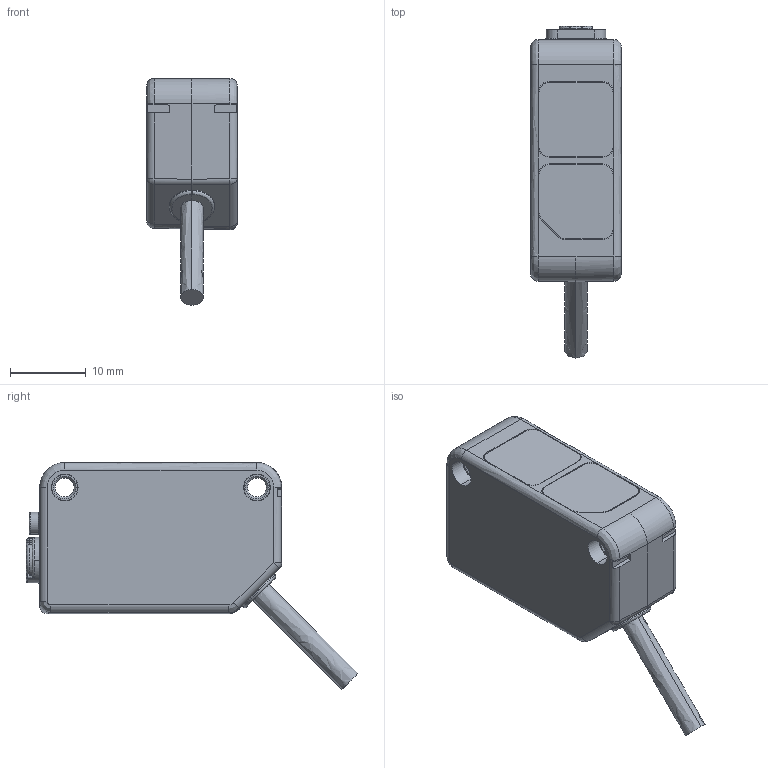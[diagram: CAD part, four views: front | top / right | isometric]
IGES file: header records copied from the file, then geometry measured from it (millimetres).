
Start section:  PTC IGES file: 136034.igs
Global section: file name: 136034.igs; native system: Pro/ENGINEER by Parametric Technology Corporation; preprocessor: 2006170; author: banengservice; organization: Unknown; date: 20071220.104507; units: inch
Bounding box: 12 x 43.83 x 29.98 mm (x, y, z)
Volume: 3479.4 mm3; surface area: 5490.8 mm2
Topology: 1 solids, 1 shells, 737 faces, 1766 edges, 1050 vertices
Faces by surface type: bspline 382, revolution 355
